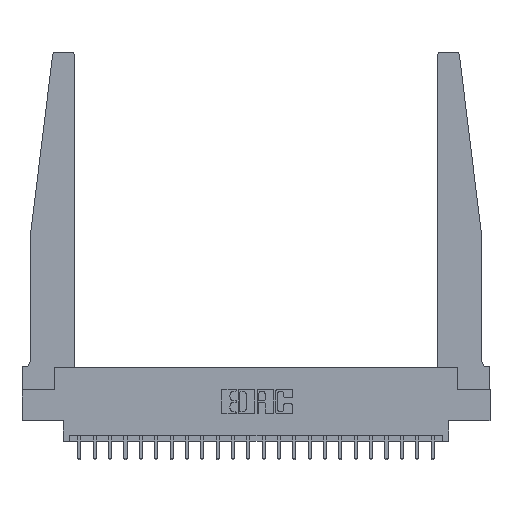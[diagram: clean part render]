
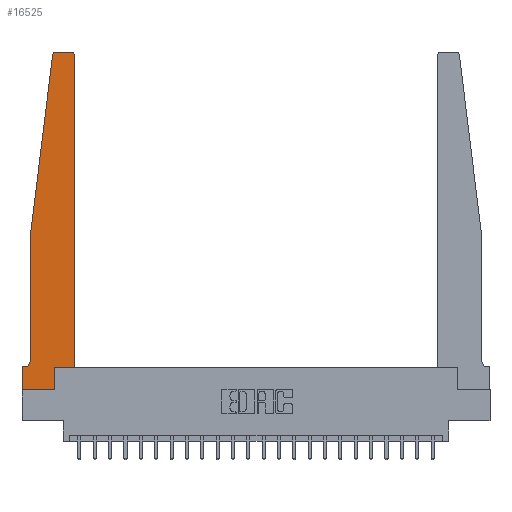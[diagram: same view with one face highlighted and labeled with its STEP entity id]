
A CAD part, top view. The second image highlights one B-rep face of the part: STEP entity #16525.
In plain terms, the highlighted planar face has unit normal (0, 0, 1).
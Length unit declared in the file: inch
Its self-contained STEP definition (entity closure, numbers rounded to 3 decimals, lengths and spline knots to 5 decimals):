
#17 = CARTESIAN_POINT ( 'NONE',  ( 0., 0., 0.37 ) ) ;
#649 = DIRECTION ( 'NONE',  ( 0., 1., 0. ) ) ;
#680 = VECTOR ( 'NONE', #18503, 39.37008 ) ;
#745 = CARTESIAN_POINT ( 'NONE',  ( 0., 0., 0.37 ) ) ;
#858 = VERTEX_POINT ( 'NONE', #13445 ) ;
#955 = VERTEX_POINT ( 'NONE', #22514 ) ;
#1031 = ORIENTED_EDGE ( 'NONE', *, *, #5698, .T. ) ;
#1252 = EDGE_CURVE ( 'NONE', #18934, #7191, #20792, .T. ) ;
#1260 = DIRECTION ( 'NONE',  ( 0., 0., 1. ) ) ;
#1516 = EDGE_LOOP ( 'NONE', ( #1031, #13715, #11492, #20878, #12651, #4761, #3171, #21827, #7118, #8931, #15246, #3106 ) ) ;
#1595 = DIRECTION ( 'NONE',  ( 0., -1., 0. ) ) ;
#2019 = CARTESIAN_POINT ( 'NONE',  ( 0.015, 0.2375, 0.37 ) ) ;
#2128 = EDGE_CURVE ( 'NONE', #11930, #18934, #4130, .T. ) ;
#2445 = DIRECTION ( 'NONE',  ( 0., 0., 1. ) ) ;
#2691 = LINE ( 'NONE', #16517, #7445 ) ;
#3106 = ORIENTED_EDGE ( 'NONE', *, *, #22110, .T. ) ;
#3171 = ORIENTED_EDGE ( 'NONE', *, *, #5125, .T. ) ;
#3404 = CARTESIAN_POINT ( 'NONE',  ( 0., 0., 0.37 ) ) ;
#3823 = DIRECTION ( 'NONE',  ( -1., 0., 0. ) ) ;
#4130 = LINE ( 'NONE', #11914, #22959 ) ;
#4761 = ORIENTED_EDGE ( 'NONE', *, *, #19513, .T. ) ;
#5125 = EDGE_CURVE ( 'NONE', #9747, #20787, #19626, .T. ) ;
#5698 = EDGE_CURVE ( 'NONE', #14840, #16708, #8487, .T. ) ;
#5949 = VECTOR ( 'NONE', #7255, 39.37008 ) ;
#6227 = EDGE_CURVE ( 'NONE', #14578, #955, #7353, .T. ) ;
#6530 = EDGE_CURVE ( 'NONE', #20787, #14578, #10720, .T. ) ;
#6575 = CARTESIAN_POINT ( 'NONE',  ( 0.25, 2.75, 0.37 ) ) ;
#7118 = ORIENTED_EDGE ( 'NONE', *, *, #6227, .T. ) ;
#7161 = LINE ( 'NONE', #8109, #16635 ) ;
#7191 = VERTEX_POINT ( 'NONE', #17811 ) ;
#7212 = CARTESIAN_POINT ( 'NONE',  ( 0.065, 0.1875, 0.37 ) ) ;
#7255 = DIRECTION ( 'NONE',  ( 1., 0., 0. ) ) ;
#7353 = LINE ( 'NONE', #9628, #12107 ) ;
#7445 = VECTOR ( 'NONE', #18277, 39.37008 ) ;
#7873 = CARTESIAN_POINT ( 'NONE',  ( 0.425, 0.18, 0.37 ) ) ;
#8109 = CARTESIAN_POINT ( 'NONE',  ( 0.425, 0.18, 0.37 ) ) ;
#8487 = LINE ( 'NONE', #6575, #22604 ) ;
#8769 = CARTESIAN_POINT ( 'NONE',  ( 0., 0.1875, 0.37 ) ) ;
#8931 = ORIENTED_EDGE ( 'NONE', *, *, #14130, .T. ) ;
#9165 = CARTESIAN_POINT ( 'NONE',  ( 0., 0.1875, 0.37 ) ) ;
#9628 = CARTESIAN_POINT ( 'NONE',  ( 0.2605, 0.18, 0.37 ) ) ;
#9747 = VERTEX_POINT ( 'NONE', #9165 ) ;
#10049 = LINE ( 'NONE', #7212, #19455 ) ;
#10720 = LINE ( 'NONE', #17, #5949 ) ;
#10949 = VERTEX_POINT ( 'NONE', #14190 ) ;
#11492 = ORIENTED_EDGE ( 'NONE', *, *, #14601, .T. ) ;
#11565 = FACE_OUTER_BOUND ( 'NONE', #1516, .T. ) ;
#11914 = CARTESIAN_POINT ( 'NONE',  ( 0.065, 1.25, 0.37 ) ) ;
#11930 = VERTEX_POINT ( 'NONE', #14073 ) ;
#12011 = CARTESIAN_POINT ( 'NONE',  ( 0.395, 2.72, 0.37 ) ) ;
#12107 = VECTOR ( 'NONE', #649, 39.37008 ) ;
#12170 = CIRCLE ( 'NONE', #18588, 0.03 ) ;
#12279 = VERTEX_POINT ( 'NONE', #13424 ) ;
#12366 = DIRECTION ( 'NONE',  ( 1., 0., 0. ) ) ;
#12651 = ORIENTED_EDGE ( 'NONE', *, *, #1252, .T. ) ;
#13161 = CARTESIAN_POINT ( 'NONE',  ( 0.27653, 2.72, 0.37 ) ) ;
#13424 = CARTESIAN_POINT ( 'NONE',  ( 0.24675, 2.72367, 0.37 ) ) ;
#13445 = CARTESIAN_POINT ( 'NONE',  ( 0.425, 2.72, 0.37 ) ) ;
#13502 = DIRECTION ( 'NONE',  ( 1., 0., 0. ) ) ;
#13715 = ORIENTED_EDGE ( 'NONE', *, *, #22531, .T. ) ;
#13772 = DIRECTION ( 'NONE',  ( -1., 0., 0. ) ) ;
#13798 = DIRECTION ( 'NONE',  ( 1., 0., 0. ) ) ;
#14073 = CARTESIAN_POINT ( 'NONE',  ( 0.065, 1.25, 0.37 ) ) ;
#14130 = EDGE_CURVE ( 'NONE', #955, #10949, #7161, .T. ) ;
#14159 = CARTESIAN_POINT ( 'NONE',  ( 0.395, 2.75, 0.37 ) ) ;
#14190 = CARTESIAN_POINT ( 'NONE',  ( 0.425, 0.18, 0.37 ) ) ;
#14521 = DIRECTION ( 'NONE',  ( 0., 0., -1. ) ) ;
#14578 = VERTEX_POINT ( 'NONE', #16437 ) ;
#14601 = EDGE_CURVE ( 'NONE', #12279, #11930, #2691, .T. ) ;
#14620 = CARTESIAN_POINT ( 'NONE',  ( 0.27653, 2.75, 0.37 ) ) ;
#14840 = VERTEX_POINT ( 'NONE', #14159 ) ;
#14943 = DIRECTION ( 'NONE',  ( 1., 0., 0. ) ) ;
#14944 = VECTOR ( 'NONE', #1595, 39.37008 ) ;
#15246 = ORIENTED_EDGE ( 'NONE', *, *, #21905, .T. ) ;
#15860 = PLANE ( 'NONE',  #19480 ) ;
#16038 = CARTESIAN_POINT ( 'NONE',  ( 0.065, 0.2375, 0.37 ) ) ;
#16437 = CARTESIAN_POINT ( 'NONE',  ( 0.2605, 0., 0.37 ) ) ;
#16517 = CARTESIAN_POINT ( 'NONE',  ( 0.065, 1.25, 0.37 ) ) ;
#16525 = ADVANCED_FACE ( 'NONE', ( #11565 ), #15860, .T. ) ;
#16635 = VECTOR ( 'NONE', #13502, 39.37008 ) ;
#16708 = VERTEX_POINT ( 'NONE', #14620 ) ;
#17242 = AXIS2_PLACEMENT_3D ( 'NONE', #2019, #14521, #3823 ) ;
#17811 = CARTESIAN_POINT ( 'NONE',  ( 0.015, 0.1875, 0.37 ) ) ;
#17869 = AXIS2_PLACEMENT_3D ( 'NONE', #12011, #1260, #13798 ) ;
#18277 = DIRECTION ( 'NONE',  ( -0.122, -0.992, 0. ) ) ;
#18503 = DIRECTION ( 'NONE',  ( 0., 1., 0. ) ) ;
#18588 = AXIS2_PLACEMENT_3D ( 'NONE', #13161, #2445, #14943 ) ;
#18934 = VERTEX_POINT ( 'NONE', #16038 ) ;
#19455 = VECTOR ( 'NONE', #19630, 39.37008 ) ;
#19480 = AXIS2_PLACEMENT_3D ( 'NONE', #8769, #22907, #12366 ) ;
#19513 = EDGE_CURVE ( 'NONE', #7191, #9747, #10049, .T. ) ;
#19626 = LINE ( 'NONE', #3404, #14944 ) ;
#19630 = DIRECTION ( 'NONE',  ( -1., 0., 0. ) ) ;
#19665 = LINE ( 'NONE', #7873, #680 ) ;
#19924 = CIRCLE ( 'NONE', #17869, 0.03 ) ;
#20787 = VERTEX_POINT ( 'NONE', #745 ) ;
#20792 = CIRCLE ( 'NONE', #17242, 0.05 ) ;
#20878 = ORIENTED_EDGE ( 'NONE', *, *, #2128, .T. ) ;
#21827 = ORIENTED_EDGE ( 'NONE', *, *, #6530, .T. ) ;
#21905 = EDGE_CURVE ( 'NONE', #10949, #858, #19665, .T. ) ;
#22110 = EDGE_CURVE ( 'NONE', #858, #14840, #19924, .T. ) ;
#22157 = DIRECTION ( 'NONE',  ( 0., -1., 0. ) ) ;
#22514 = CARTESIAN_POINT ( 'NONE',  ( 0.2605, 0.18, 0.37 ) ) ;
#22531 = EDGE_CURVE ( 'NONE', #16708, #12279, #12170, .T. ) ;
#22604 = VECTOR ( 'NONE', #13772, 39.37008 ) ;
#22907 = DIRECTION ( 'NONE',  ( 0., 0., 1. ) ) ;
#22959 = VECTOR ( 'NONE', #22157, 39.37008 ) ;
